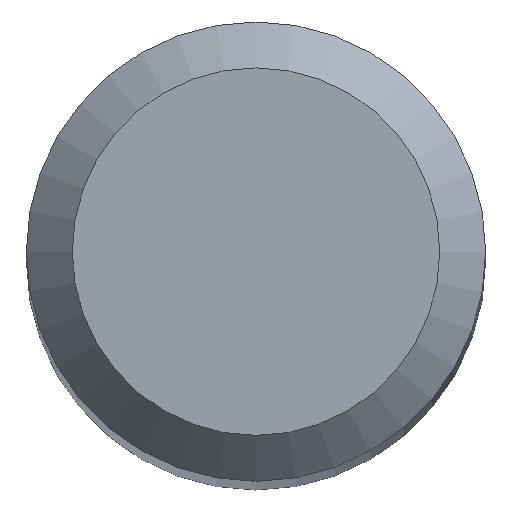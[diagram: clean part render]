
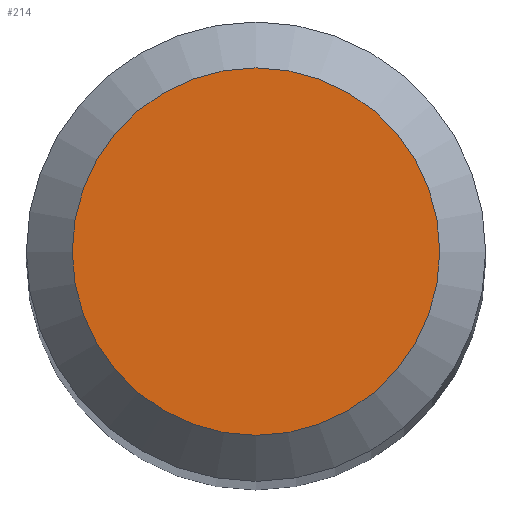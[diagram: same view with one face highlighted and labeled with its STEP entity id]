
A CAD part, top view. The second image highlights one B-rep face of the part: STEP entity #214.
In plain terms, the highlighted planar face has unit normal (0, 0, 1).
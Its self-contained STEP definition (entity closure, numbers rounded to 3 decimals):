
#19 = CIRCLE ( 'NONE', #75, 1.2 ) ;
#22 = EDGE_CURVE ( 'NONE', #156, #156, #19, .T. ) ;
#30 = AXIS2_PLACEMENT_3D ( 'NONE', #131, #55, #37 ) ;
#36 = DIRECTION ( 'NONE',  ( 0., 0., -1. ) ) ;
#37 = DIRECTION ( 'NONE',  ( 0., 1., 0. ) ) ;
#43 = CARTESIAN_POINT ( 'NONE',  ( 0., 1.2, 38. ) ) ;
#53 = DIRECTION ( 'NONE',  ( 0., 1., 0. ) ) ;
#55 = DIRECTION ( 'NONE',  ( 0., 0., -1. ) ) ;
#60 = EDGE_LOOP ( 'NONE', ( #229 ) ) ;
#75 = AXIS2_PLACEMENT_3D ( 'NONE', #200, #36, #53 ) ;
#131 = CARTESIAN_POINT ( 'NONE',  ( 0., 0., 38. ) ) ;
#156 = VERTEX_POINT ( 'NONE', #43 ) ;
#185 = PLANE ( 'NONE',  #30 ) ;
#200 = CARTESIAN_POINT ( 'NONE',  ( 0., 0., 38. ) ) ;
#214 = ADVANCED_FACE ( 'NONE', ( #225 ), #185, .F. ) ;
#225 = FACE_OUTER_BOUND ( 'NONE', #60, .T. ) ;
#229 = ORIENTED_EDGE ( 'NONE', *, *, #22, .F. ) ;
